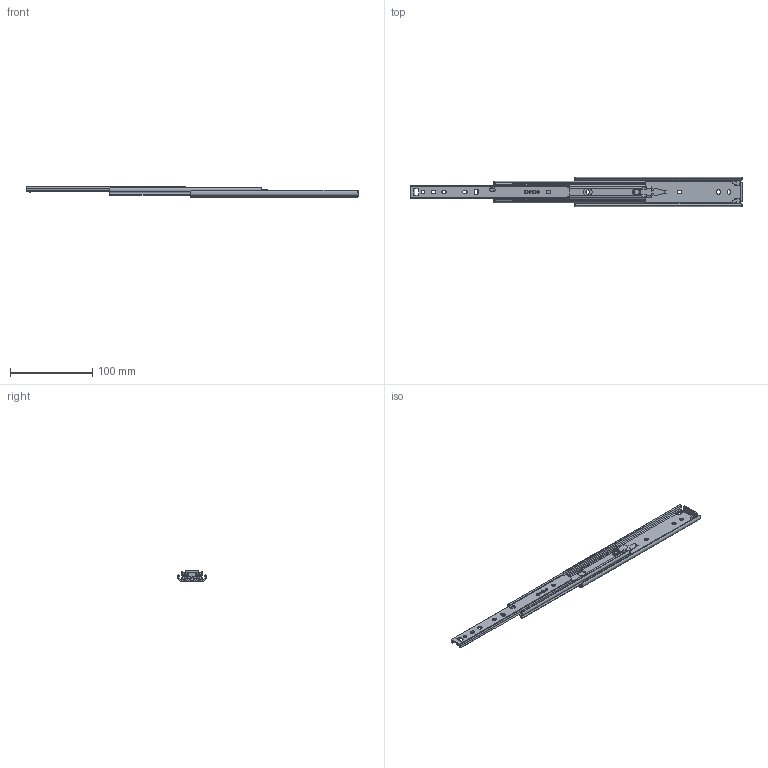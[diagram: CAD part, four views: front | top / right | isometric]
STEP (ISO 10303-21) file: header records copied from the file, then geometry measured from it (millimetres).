
FILE_DESCRIPTION (( 'STEP AP203' ), '1' );
FILE_NAME ('C357-8.STEP', '2021-03-22T23:18:27', ( '' ), ( '' ), 'SwSTEP 2.0', 'SolidWorks 2019', '' );
FILE_SCHEMA (( 'CONFIG_CONTROL_DESIGN' ));
Length unit declared in the file: millimetre
Products named in the file (9): PN159; PN66; PN101; C357-8 IM; C357-8 CM; PN282; C357-8; C357-8 OM; PN65A
Assembly tree (9 placements, depth 2):
  C357-8
    C357-8 OM
    C357-8 CM
    PN65A
    PN66
    PN159
    C357-8 IM
    PN282
    PN101  x2
Bounding box: 403.25 x 35.3 x 13.1 mm (x, y, z)
Volume: 35106.9 mm3; surface area: 47826.1 mm2
Topology: 9 solids, 9 shells, 518 faces, 1456 edges, 947 vertices
Faces by surface type: plane 286, cylinder 206, torus 18, bspline 4, sphere 4
Entity records: 17984 total; most frequent: CARTESIAN_POINT 3563, ORIENTED_EDGE 2872, DIRECTION 2807, EDGE_CURVE 1436, AXIS2_PLACEMENT_3D 958, VERTEX_POINT 936, VECTOR 891, LINE 891
